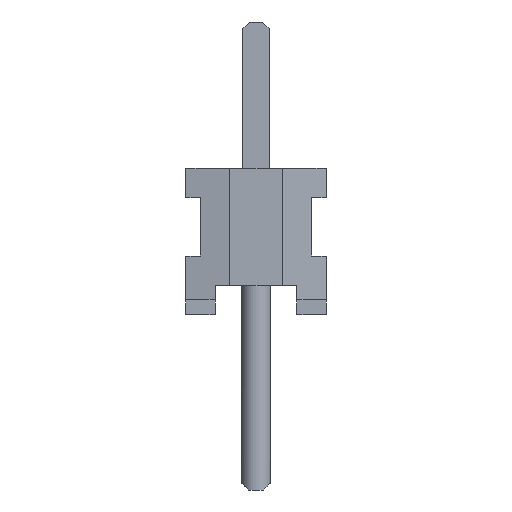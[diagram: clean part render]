
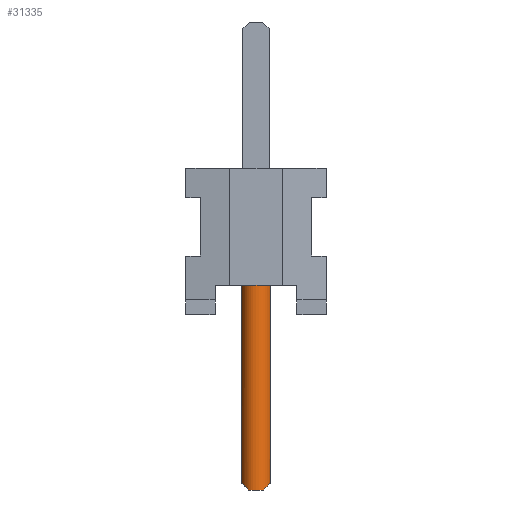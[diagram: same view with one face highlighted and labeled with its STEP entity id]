
A CAD part, left-side view. The second image highlights one B-rep face of the part: STEP entity #31335.
In plain terms, the highlighted cylindrical face has radius 0.254 mm (diameter 0.508 mm), a full revolution.
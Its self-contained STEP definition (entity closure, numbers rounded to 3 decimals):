
#29713 = EDGE_CURVE('',#29714,#29716,#29718,.T.);
#29714 = VERTEX_POINT('',#29715);
#29715 = CARTESIAN_POINT('',(-14.859,0.,1.27));
#29716 = VERTEX_POINT('',#29717);
#29717 = CARTESIAN_POINT('',(-14.385,0.127,1.27));
#29718 = CIRCLE('',#29719,0.254);
#29719 = AXIS2_PLACEMENT_3D('',#29720,#29721,#29722);
#29720 = CARTESIAN_POINT('',(-14.605,0.,1.27));
#29721 = DIRECTION('',(0.,0.,1.));
#29722 = DIRECTION('',(1.,0.,0.));
#29724 = EDGE_CURVE('',#29716,#29714,#29725,.T.);
#29725 = CIRCLE('',#29726,0.254);
#29726 = AXIS2_PLACEMENT_3D('',#29727,#29728,#29729);
#29727 = CARTESIAN_POINT('',(-14.605,0.,1.27));
#29728 = DIRECTION('',(0.,0.,1.));
#29729 = DIRECTION('',(1.,0.,0.));
#31335 = ADVANCED_FACE('',(#31336),#31382,.T.);
#31336 = FACE_BOUND('',#31337,.T.);
#31337 = EDGE_LOOP('',(#31338,#31339,#31346,#31355,#31364,#31373,#31380,
    #31381));
#31338 = ORIENTED_EDGE('',*,*,#29724,.F.);
#31339 = ORIENTED_EDGE('',*,*,#31340,.T.);
#31340 = EDGE_CURVE('',#29716,#31341,#31343,.T.);
#31341 = VERTEX_POINT('',#31342);
#31342 = CARTESIAN_POINT('',(-14.385,0.127,-3.048));
#31343 = B_SPLINE_CURVE_WITH_KNOTS('',1,(#31344,#31345),.UNSPECIFIED.,
  .F.,.F.,(2,2),(0.,4.318),.PIECEWISE_BEZIER_KNOTS.);
#31344 = CARTESIAN_POINT('',(-14.385,0.127,1.27));
#31345 = CARTESIAN_POINT('',(-14.385,0.127,-3.048));
#31346 = ORIENTED_EDGE('',*,*,#31347,.T.);
#31347 = EDGE_CURVE('',#31341,#31348,#31350,.T.);
#31348 = VERTEX_POINT('',#31349);
#31349 = CARTESIAN_POINT('',(-14.825,0.127,-3.048));
#31350 = ELLIPSE('',#31351,0.359,0.254);
#31351 = AXIS2_PLACEMENT_3D('',#31352,#31353,#31354);
#31352 = CARTESIAN_POINT('',(-14.605,0.,-3.175));
#31353 = DIRECTION('',(0.,-0.707,0.707));
#31354 = DIRECTION('',(0.,-0.707,-0.707));
#31355 = ORIENTED_EDGE('',*,*,#31356,.T.);
#31356 = EDGE_CURVE('',#31348,#31357,#31359,.T.);
#31357 = VERTEX_POINT('',#31358);
#31358 = CARTESIAN_POINT('',(-14.825,-0.127,-3.048));
#31359 = CIRCLE('',#31360,0.254);
#31360 = AXIS2_PLACEMENT_3D('',#31361,#31362,#31363);
#31361 = CARTESIAN_POINT('',(-14.605,0.,-3.048));
#31362 = DIRECTION('',(0.,0.,1.));
#31363 = DIRECTION('',(0.,-1.,0.));
#31364 = ORIENTED_EDGE('',*,*,#31365,.T.);
#31365 = EDGE_CURVE('',#31357,#31366,#31368,.T.);
#31366 = VERTEX_POINT('',#31367);
#31367 = CARTESIAN_POINT('',(-14.385,-0.127,-3.048));
#31368 = ELLIPSE('',#31369,0.359,0.254);
#31369 = AXIS2_PLACEMENT_3D('',#31370,#31371,#31372);
#31370 = CARTESIAN_POINT('',(-14.605,0.,-3.175));
#31371 = DIRECTION('',(0.,0.707,0.707));
#31372 = DIRECTION('',(0.,0.707,-0.707));
#31373 = ORIENTED_EDGE('',*,*,#31374,.T.);
#31374 = EDGE_CURVE('',#31366,#31341,#31375,.T.);
#31375 = CIRCLE('',#31376,0.254);
#31376 = AXIS2_PLACEMENT_3D('',#31377,#31378,#31379);
#31377 = CARTESIAN_POINT('',(-14.605,0.,-3.048));
#31378 = DIRECTION('',(0.,0.,1.));
#31379 = DIRECTION('',(0.,-1.,0.));
#31380 = ORIENTED_EDGE('',*,*,#31340,.F.);
#31381 = ORIENTED_EDGE('',*,*,#29713,.F.);
#31382 = CYLINDRICAL_SURFACE('',#31383,0.254);
#31383 = AXIS2_PLACEMENT_3D('',#31384,#31385,#31386);
#31384 = CARTESIAN_POINT('',(-14.605,0.,1.27));
#31385 = DIRECTION('',(0.,0.,-1.));
#31386 = DIRECTION('',(0.,1.,0.));
